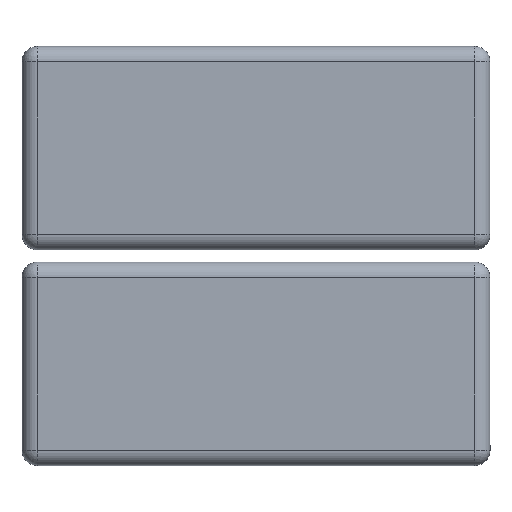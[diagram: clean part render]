
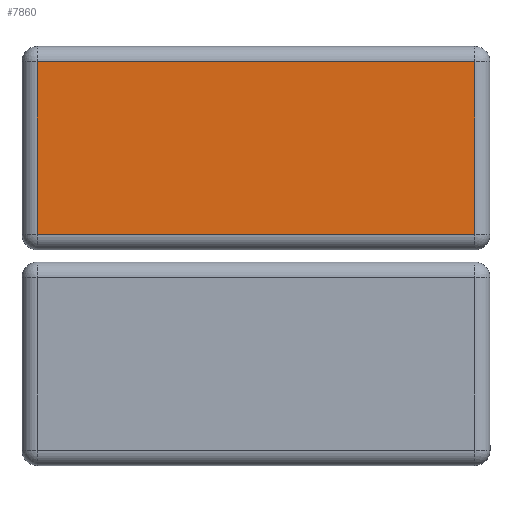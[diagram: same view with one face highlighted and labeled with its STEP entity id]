
A CAD part, front view. The second image highlights one B-rep face of the part: STEP entity #7860.
In plain terms, the highlighted planar face has unit normal (0, -1, 0).
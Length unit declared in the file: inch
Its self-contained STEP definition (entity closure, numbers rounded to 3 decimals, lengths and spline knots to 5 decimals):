
#321=PLANE('',#8806);
#856=FACE_OUTER_BOUND('',#1349,.T.);
#1349=EDGE_LOOP('',(#7186,#7187,#7188,#7189));
#2441=LINE('',#14510,#3054);
#2443=LINE('',#14517,#3056);
#2444=LINE('',#14519,#3057);
#2445=LINE('',#14521,#3058);
#3054=VECTOR('',#11258,0.3937);
#3056=VECTOR('',#11268,0.3937);
#3057=VECTOR('',#11271,0.3937);
#3058=VECTOR('',#11274,0.3937);
#3742=VERTEX_POINT('',#14496);
#3744=VERTEX_POINT('',#14502);
#3745=VERTEX_POINT('',#14506);
#3746=VERTEX_POINT('',#14513);
#4885=EDGE_CURVE('',#3742,#3745,#2441,.T.);
#4889=EDGE_CURVE('',#3746,#3744,#2443,.T.);
#4890=EDGE_CURVE('',#3745,#3746,#2444,.T.);
#4891=EDGE_CURVE('',#3744,#3742,#2445,.T.);
#7186=ORIENTED_EDGE('',*,*,#4889,.F.);
#7187=ORIENTED_EDGE('',*,*,#4890,.F.);
#7188=ORIENTED_EDGE('',*,*,#4885,.F.);
#7189=ORIENTED_EDGE('',*,*,#4891,.F.);
#7860=ADVANCED_FACE('',(#856),#321,.F.);
#8806=AXIS2_PLACEMENT_3D('',#14529,#11285,#11286);
#11258=DIRECTION('',(-1.,0.,0.));
#11268=DIRECTION('',(1.,0.,0.));
#11271=DIRECTION('',(0.,0.,1.));
#11274=DIRECTION('',(0.,0.,-1.));
#11285=DIRECTION('center_axis',(0.,1.,0.));
#11286=DIRECTION('ref_axis',(1.,0.,0.));
#14496=CARTESIAN_POINT('',(2.6875,0.,-1.0875));
#14502=CARTESIAN_POINT('',(2.6875,0.,1.0375));
#14506=CARTESIAN_POINT('',(-2.6875,0.,-1.0875));
#14510=CARTESIAN_POINT('',(1.4375,0.,-1.0875));
#14513=CARTESIAN_POINT('',(-2.6875,0.,1.0375));
#14517=CARTESIAN_POINT('',(-1.4375,0.,1.0375));
#14519=CARTESIAN_POINT('',(-2.6875,0.,-0.65));
#14521=CARTESIAN_POINT('',(2.6875,0.,0.6));
#14529=CARTESIAN_POINT('Origin',(0.,0.,-0.025));
